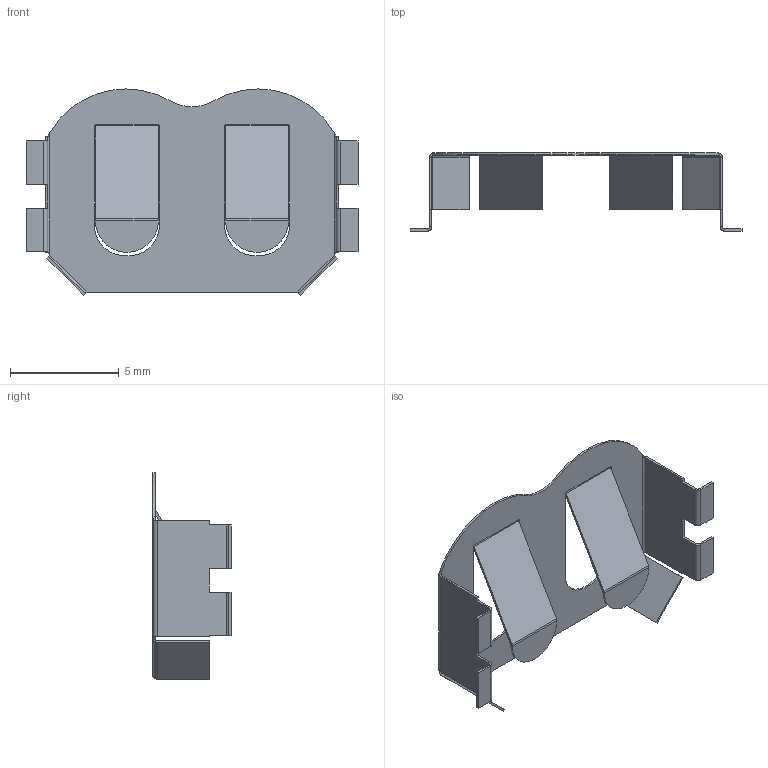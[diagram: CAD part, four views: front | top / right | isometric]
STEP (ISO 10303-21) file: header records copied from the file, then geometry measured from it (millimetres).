
FILE_DESCRIPTION (( 'STEP AP203' ), '1' );
FILE_NAME ('BAT-HLD-012-SMT.STEP', '2013-08-22T15:15:47', ( 'admin' ), ( '' ), 'SwSTEP 2.0', 'SolidWorks 2011', '' );
FILE_SCHEMA (( 'CONFIG_CONTROL_DESIGN' ));
Length unit declared in the file: millimetre
Products named in the file (1): BAT-HLD-012-SMT
Bounding box: 15.3 x 3.6 x 9.5 mm (x, y, z)
Volume: 17.1 mm3; surface area: 354.9 mm2
Topology: 1 solids, 1 shells, 152 faces, 354 edges, 204 vertices
Faces by surface type: plane 113, cylinder 35, bspline 4
Entity records: 4355 total; most frequent: CARTESIAN_POINT 835, DIRECTION 714, ORIENTED_EDGE 708, EDGE_CURVE 354, VECTOR 276, LINE 276, AXIS2_PLACEMENT_3D 219, VERTEX_POINT 204
